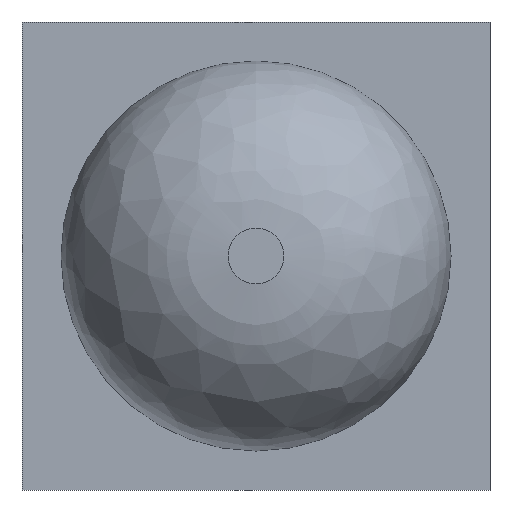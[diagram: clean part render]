
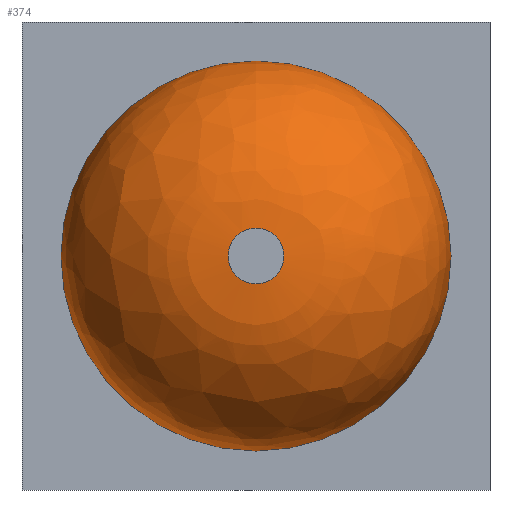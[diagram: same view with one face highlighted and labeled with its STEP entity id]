
A CAD part, front view. The second image highlights one B-rep face of the part: STEP entity #374.
In plain terms, the highlighted free-form (B-spline) face has degree [2, 2] with [3, 9] control points.
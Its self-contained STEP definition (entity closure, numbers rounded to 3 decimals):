
#124=FACE_OUTER_BOUND('',#146,.T.);
#146=EDGE_LOOP('',(#265,#266,#267,#268,#269));
#170=CIRCLE('',#398,0.25);
#171=CIRCLE('',#399,1.5);
#172=CIRCLE('',#400,1.75);
#173=CIRCLE('',#401,1.75);
#175=VERTEX_POINT('',#519);
#176=VERTEX_POINT('',#521);
#177=VERTEX_POINT('',#523);
#211=EDGE_CURVE('',#175,#175,#170,.T.);
#212=EDGE_CURVE('',#175,#176,#171,.T.);
#213=EDGE_CURVE('',#176,#177,#172,.T.);
#214=EDGE_CURVE('',#177,#176,#173,.T.);
#265=ORIENTED_EDGE('',*,*,#211,.T.);
#266=ORIENTED_EDGE('',*,*,#212,.T.);
#267=ORIENTED_EDGE('',*,*,#213,.T.);
#268=ORIENTED_EDGE('',*,*,#214,.T.);
#269=ORIENTED_EDGE('',*,*,#212,.F.);
#373=(
BOUNDED_SURFACE()
B_SPLINE_SURFACE(2,2,((#492,#493,#494,#495,#496,#497,#498,#499,#500),(#501,
#502,#503,#504,#505,#506,#507,#508,#509),(#510,#511,#512,#513,#514,#515,
#516,#517,#518)),.UNSPECIFIED.,.F.,.T.,.F.)
B_SPLINE_SURFACE_WITH_KNOTS((3,3),(3,2,2,2,3),(0.,1.571),
(-3.142,-1.571,0.,1.571,3.142),
 .UNSPECIFIED.)
GEOMETRIC_REPRESENTATION_ITEM()
RATIONAL_B_SPLINE_SURFACE(((1.,0.707,1.,0.707,1.,
0.707,1.,0.707,1.),(0.707,0.5,
0.707,0.5,0.707,0.5,
0.707,0.5,0.707),(1.,0.707,
1.,0.707,1.,0.707,1.,0.707,1.)))
REPRESENTATION_ITEM('')
SURFACE()
);
#374=ADVANCED_FACE('',(#124),#373,.F.);
#398=AXIS2_PLACEMENT_3D('',#520,#418,#419);
#399=AXIS2_PLACEMENT_3D('',#522,#420,#421);
#400=AXIS2_PLACEMENT_3D('',#524,#422,#423);
#401=AXIS2_PLACEMENT_3D('',#525,#424,#425);
#418=DIRECTION('center_axis',(0.,1.,0.));
#419=DIRECTION('ref_axis',(1.,0.,0.));
#420=DIRECTION('center_axis',(-1.,0.,0.));
#421=DIRECTION('ref_axis',(0.,0.,1.));
#422=DIRECTION('center_axis',(0.,-1.,0.));
#423=DIRECTION('ref_axis',(1.,0.,0.));
#424=DIRECTION('center_axis',(0.,-1.,0.));
#425=DIRECTION('ref_axis',(1.,0.,0.));
#492=CARTESIAN_POINT('Ctrl Pts',(21.287,88.92,4.22));
#493=CARTESIAN_POINT('Ctrl Pts',(19.537,88.92,4.22));
#494=CARTESIAN_POINT('Ctrl Pts',(19.537,88.92,2.47));
#495=CARTESIAN_POINT('Ctrl Pts',(19.537,88.92,0.72));
#496=CARTESIAN_POINT('Ctrl Pts',(21.287,88.92,0.72));
#497=CARTESIAN_POINT('Ctrl Pts',(23.037,88.92,0.72));
#498=CARTESIAN_POINT('Ctrl Pts',(23.037,88.92,2.47));
#499=CARTESIAN_POINT('Ctrl Pts',(23.037,88.92,4.22));
#500=CARTESIAN_POINT('Ctrl Pts',(21.287,88.92,4.22));
#501=CARTESIAN_POINT('Ctrl Pts',(21.287,87.42,4.22));
#502=CARTESIAN_POINT('Ctrl Pts',(19.537,87.42,4.22));
#503=CARTESIAN_POINT('Ctrl Pts',(19.537,87.42,2.47));
#504=CARTESIAN_POINT('Ctrl Pts',(19.537,87.42,0.72));
#505=CARTESIAN_POINT('Ctrl Pts',(21.287,87.42,0.72));
#506=CARTESIAN_POINT('Ctrl Pts',(23.037,87.42,0.72));
#507=CARTESIAN_POINT('Ctrl Pts',(23.037,87.42,2.47));
#508=CARTESIAN_POINT('Ctrl Pts',(23.037,87.42,4.22));
#509=CARTESIAN_POINT('Ctrl Pts',(21.287,87.42,4.22));
#510=CARTESIAN_POINT('Ctrl Pts',(21.287,87.42,2.72));
#511=CARTESIAN_POINT('Ctrl Pts',(21.037,87.42,2.72));
#512=CARTESIAN_POINT('Ctrl Pts',(21.037,87.42,2.47));
#513=CARTESIAN_POINT('Ctrl Pts',(21.037,87.42,2.22));
#514=CARTESIAN_POINT('Ctrl Pts',(21.287,87.42,2.22));
#515=CARTESIAN_POINT('Ctrl Pts',(21.537,87.42,2.22));
#516=CARTESIAN_POINT('Ctrl Pts',(21.537,87.42,2.47));
#517=CARTESIAN_POINT('Ctrl Pts',(21.537,87.42,2.72));
#518=CARTESIAN_POINT('Ctrl Pts',(21.287,87.42,2.72));
#519=CARTESIAN_POINT('',(21.287,87.42,2.72));
#520=CARTESIAN_POINT('Origin',(21.287,87.42,2.47));
#521=CARTESIAN_POINT('',(21.287,88.92,4.22));
#522=CARTESIAN_POINT('Origin',(21.287,88.92,2.72));
#523=CARTESIAN_POINT('',(19.537,88.92,2.47));
#524=CARTESIAN_POINT('Origin',(21.287,88.92,2.47));
#525=CARTESIAN_POINT('Origin',(21.287,88.92,2.47));
